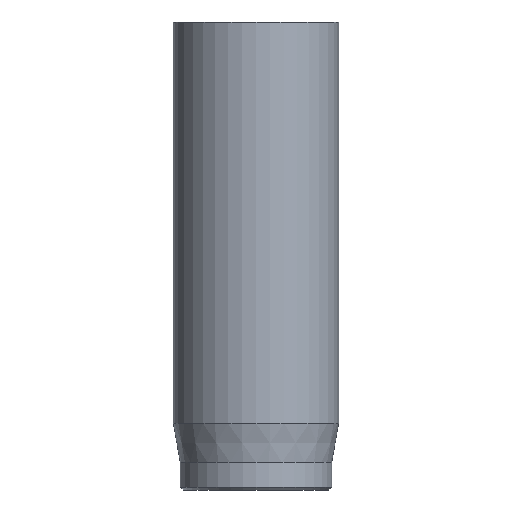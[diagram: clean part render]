
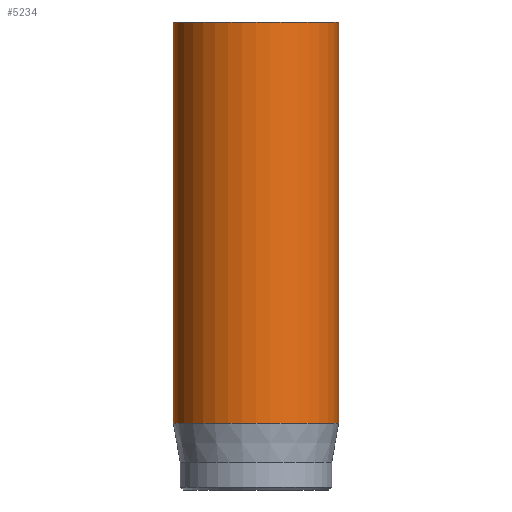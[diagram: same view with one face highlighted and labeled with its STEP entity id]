
A CAD part, front view. The second image highlights one B-rep face of the part: STEP entity #5234.
In plain terms, the highlighted cylindrical face has radius 3 mm (diameter 6 mm), a full revolution.
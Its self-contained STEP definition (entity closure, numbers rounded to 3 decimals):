
#32=CYLINDRICAL_SURFACE('',#5449,3.);
#47=CIRCLE('',#5417,3.);
#63=CIRCLE('',#5447,3.);
#64=CIRCLE('',#5448,3.);
#822=FACE_OUTER_BOUND('',#1125,.T.);
#1125=EDGE_LOOP('',(#4745,#4746,#4747,#4748,#4749));
#1552=LINE('',#9728,#1987);
#1987=VECTOR('',#6157,3.);
#2484=VERTEX_POINT('',#9668);
#2500=VERTEX_POINT('',#9722);
#2501=VERTEX_POINT('',#9723);
#3233=EDGE_CURVE('',#2484,#2484,#47,.T.);
#3257=EDGE_CURVE('',#2500,#2501,#63,.T.);
#3258=EDGE_CURVE('',#2501,#2500,#64,.T.);
#3260=EDGE_CURVE('',#2484,#2500,#1552,.T.);
#4745=ORIENTED_EDGE('',*,*,#3233,.T.);
#4746=ORIENTED_EDGE('',*,*,#3260,.T.);
#4747=ORIENTED_EDGE('',*,*,#3257,.T.);
#4748=ORIENTED_EDGE('',*,*,#3258,.T.);
#4749=ORIENTED_EDGE('',*,*,#3260,.F.);
#5234=ADVANCED_FACE('',(#822),#32,.T.);
#5417=AXIS2_PLACEMENT_3D('',#9669,#6082,#6083);
#5447=AXIS2_PLACEMENT_3D('',#9724,#6150,#6151);
#5448=AXIS2_PLACEMENT_3D('',#9725,#6152,#6153);
#5449=AXIS2_PLACEMENT_3D('',#9727,#6155,#6156);
#6082=DIRECTION('center_axis',(0.,0.,-1.));
#6083=DIRECTION('ref_axis',(-1.,0.,0.));
#6150=DIRECTION('center_axis',(0.,0.,1.));
#6151=DIRECTION('ref_axis',(-1.,0.,0.));
#6152=DIRECTION('center_axis',(0.,0.,1.));
#6153=DIRECTION('ref_axis',(-1.,0.,0.));
#6155=DIRECTION('center_axis',(0.,0.,1.));
#6156=DIRECTION('ref_axis',(-1.,0.,0.));
#6157=DIRECTION('',(0.,0.,-1.));
#9668=CARTESIAN_POINT('',(3.,0.,17.));
#9669=CARTESIAN_POINT('Origin',(0.,0.,17.));
#9722=CARTESIAN_POINT('',(3.,0.,2.418));
#9723=CARTESIAN_POINT('',(-3.,0.,2.418));
#9724=CARTESIAN_POINT('Origin',(0.,0.,2.418));
#9725=CARTESIAN_POINT('Origin',(0.,0.,2.418));
#9727=CARTESIAN_POINT('Origin',(0.,0.,0.));
#9728=CARTESIAN_POINT('',(3.,0.,0.));
